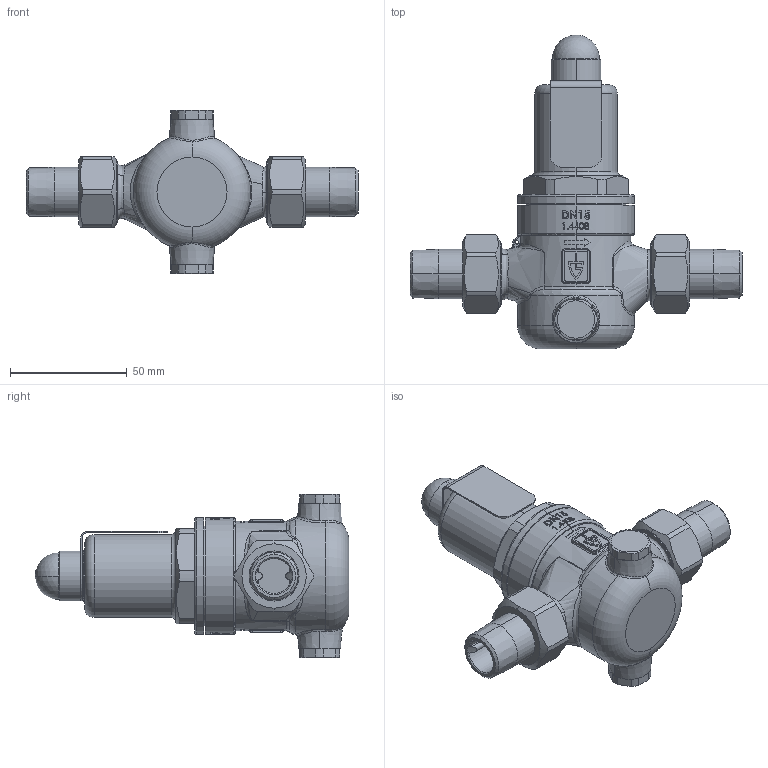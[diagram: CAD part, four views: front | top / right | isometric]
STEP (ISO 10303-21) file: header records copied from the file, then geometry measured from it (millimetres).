
FILE_DESCRIPTION (( 'STEP AP214' ), '1' );
FILE_NAME ('481 15 Dummy.STEP', '2012-12-12T09:05:40', ( 'Blankenhorn' ), ( '' ), 'SwSTEP 2.0', 'SolidWorks 2011', '' );
FILE_SCHEMA (( 'AUTOMOTIVE_DESIGN' ));
Length unit declared in the file: millimetre
Products named in the file (1): 481 15 Dummy
Bounding box: 142 x 134.2 x 70 mm (x, y, z)
Volume: 108218.9 mm3; surface area: 67242.9 mm2
Topology: 10 solids, 10 shells, 932 faces, 2400 edges, 1529 vertices
Faces by surface type: plane 340, cylinder 233, bspline 204, cone 95, torus 44, sphere 16
Entity records: 53551 total; most frequent: CARTESIAN_POINT 21913, ORIENTED_EDGE 4770, DIRECTION 3991, EDGE_CURVE 2385, VERTEX_POINT 1526, AXIS2_PLACEMENT_3D 1526, EDGE_LOOP 1009, UNCERTAINTY_MEASURE_WITH_UNIT 944
